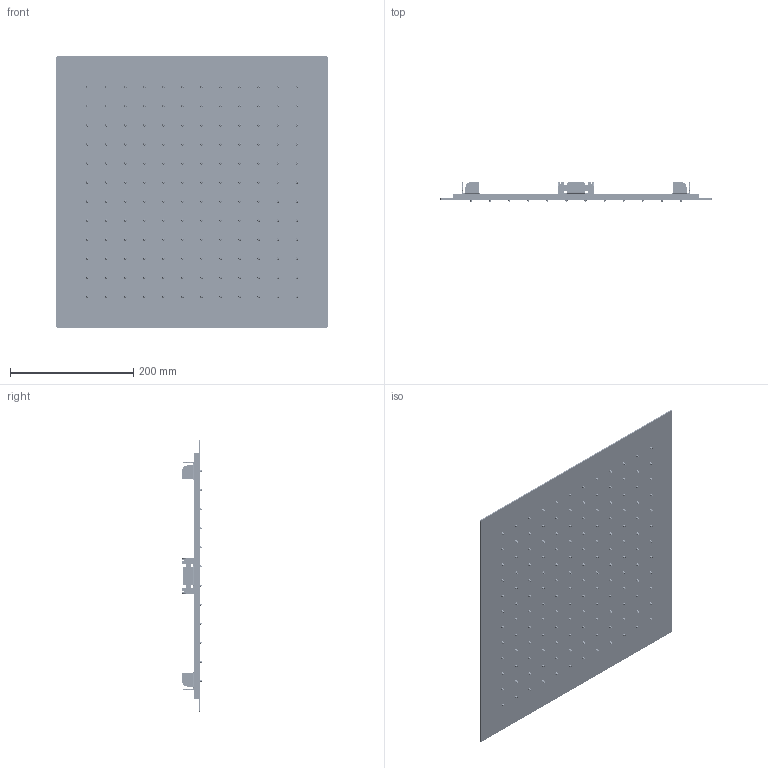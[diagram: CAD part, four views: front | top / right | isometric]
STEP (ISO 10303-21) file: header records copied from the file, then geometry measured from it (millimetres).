
FILE_DESCRIPTION(('STEP AP214'),'1');
FILE_NAME('Art.39115.stp','2022-09-05T08:57:55',(' '),(' '),'Spatial InterOp 3D',' ',' ');
FILE_SCHEMA(('AUTOMOTIVE_DESIGN { 1 0 10303 214 1 1 1 1 }'));
Length unit declared in the file: millimetre
Products named in the file (1): Art.39115
Bounding box: 440 x 32.8 x 440 mm (x, y, z)
Volume: 753193.2 mm3; surface area: 746043.3 mm2
Topology: 1 solids, 31 shells, 3797 faces, 8945 edges, 5772 vertices
Faces by surface type: torus 1313, plane 1036, cylinder 1034, cone 398, bspline 16
Full cylindrical faces by diameter (mm): 1.5 x144, 1.7 x144, 2.5 x28, 3 x28, 3.2 x28, 4.3 x28, 5 x28, 5.1 x28, 6 x28, 7 x28, 10 x144, 14 x1, 16.4 x1, 18.631 x1, 28 x1, 28.2 x1, 30 x1
Entity records: 121343 total; most frequent: DIRECTION 16706, CARTESIAN_POINT 16264, ORIENTED_EDGE 11278, AXIS2_PLACEMENT_3D 7565, EDGE_LOOP 6952, FACE_OUTER_BOUND 5756, EDGE_CURVE 5639, VERTEX_POINT 4711
